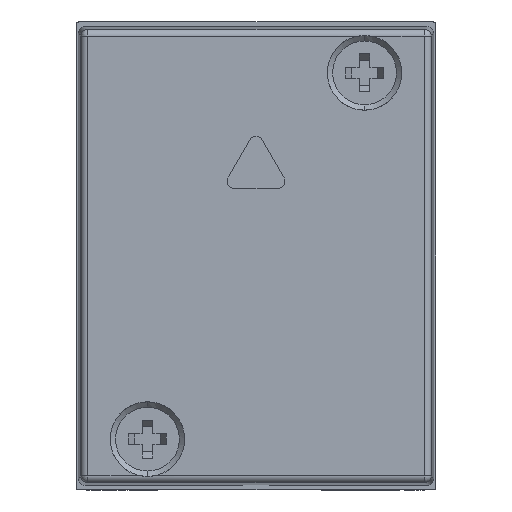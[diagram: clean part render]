
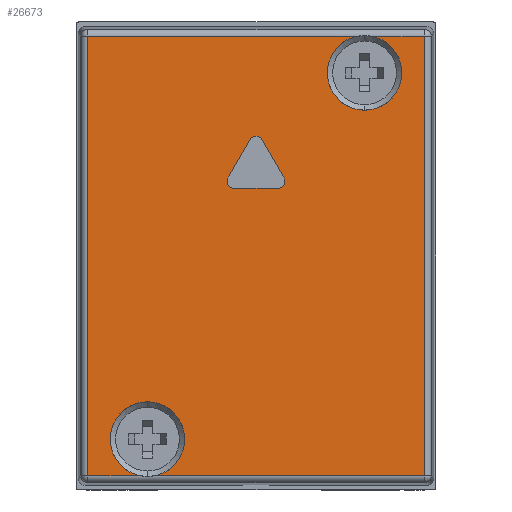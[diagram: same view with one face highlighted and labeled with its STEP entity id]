
A CAD part, front view. The second image highlights one B-rep face of the part: STEP entity #26673.
In plain terms, the highlighted face is planar.
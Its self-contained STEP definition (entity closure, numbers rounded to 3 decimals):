
#2002 = CARTESIAN_POINT ( 'NONE',  ( 12.415, 6.5, 16.215 ) ) ;
#2007 = CARTESIAN_POINT ( 'NONE',  ( 12.415, 6.5, -16.215 ) ) ;
#2046 = CARTESIAN_POINT ( 'NONE',  ( 1.634, 6.5, 5. ) ) ;
#2049 = CARTESIAN_POINT ( 'NONE',  ( -0.433, 6.5, 8.58 ) ) ;
#2085 = CARTESIAN_POINT ( 'NONE',  ( 8.436, 6.5, -16.215 ) ) ;
#2103 = CARTESIAN_POINT ( 'NONE',  ( 2.067, 6.5, 5.75 ) ) ;
#2145 = CARTESIAN_POINT ( 'NONE',  ( -12.415, 6.5, -16.215 ) ) ;
#2166 = CARTESIAN_POINT ( 'NONE',  ( 7.564, 6.5, -16.215 ) ) ;
#2319 = CARTESIAN_POINT ( 'NONE',  ( -8.436, 6.5, 16.215 ) ) ;
#2346 = CARTESIAN_POINT ( 'NONE',  ( 8., 6.5, -10.75 ) ) ;
#2469 = CARTESIAN_POINT ( 'NONE',  ( -8., 6.5, 10.75 ) ) ;
#2517 = CARTESIAN_POINT ( 'NONE',  ( 0., 6.5, 8.83 ) ) ;
#2571 = CARTESIAN_POINT ( 'NONE',  ( 0.433, 6.5, 8.58 ) ) ;
#3679 = CIRCLE ( 'NONE', #17511, 0.5 ) ;
#4397 = EDGE_CURVE ( 'NONE', #12130, #12396, #33837, .T. ) ;
#4398 = EDGE_CURVE ( 'NONE', #12396, #12820, #33841, .T. ) ;
#4402 = EDGE_CURVE ( 'NONE', #12864, #12450, #33840, .T. ) ;
#4404 = EDGE_CURVE ( 'NONE', #12450, #12393, #33844, .T. ) ;
#4408 = EDGE_CURVE ( 'NONE', #12393, #12214, #33843, .T. ) ;
#4410 = EDGE_CURVE ( 'NONE', #12301, #12654, #33846, .T. ) ;
#4413 = EDGE_CURVE ( 'NONE', #12492, #12301, #33848, .T. ) ;
#4415 = EDGE_CURVE ( 'NONE', #12513, #12492, #33850, .T. ) ;
#4416 = CARTESIAN_POINT ( 'NONE',  ( -1.634, 6.5, 5.5 ) ) ;
#4417 = EDGE_CURVE ( 'NONE', #12678, #12432, #33853, .T. ) ;
#4419 = DIRECTION ( 'NONE',  ( 0., 1., 0. ) ) ;
#4422 = EDGE_CURVE ( 'NONE', #12354, #12432, #33852, .T. ) ;
#4421 = DIRECTION ( 'NONE',  ( 0., 0., 1. ) ) ;
#4424 = EDGE_CURVE ( 'NONE', #12349, #12354, #33855, .T. ) ;
#4427 = EDGE_CURVE ( 'NONE', #12171, #12349, #33857, .T. ) ;
#4429 = EDGE_CURVE ( 'NONE', #12171, #12781, #33859, .T. ) ;
#6182 = FACE_OUTER_BOUND ( 'NONE', #21499, .T. ) ;
#6183 = FACE_BOUND ( 'NONE', #21595, .T. ) ;
#10864 = CARTESIAN_POINT ( 'NONE',  ( -0.433, 6.5, 8.58 ) ) ;
#10865 = DIRECTION ( 'NONE',  ( 0.5, 0., 0.866 ) ) ;
#10866 = CARTESIAN_POINT ( 'NONE',  ( 0., 6.5, 8.33 ) ) ;
#10867 = DIRECTION ( 'NONE',  ( 0., 1., 0. ) ) ;
#10868 = DIRECTION ( 'NONE',  ( 0., 0., 1. ) ) ;
#10869 = CARTESIAN_POINT ( 'NONE',  ( 2.067, 6.5, 5.75 ) ) ;
#10870 = DIRECTION ( 'NONE',  ( 0.5, 0., -0.866 ) ) ;
#10871 = CARTESIAN_POINT ( 'NONE',  ( 1.634, 6.5, 5.5 ) ) ;
#10872 = DIRECTION ( 'NONE',  ( 0., 1., 0. ) ) ;
#10873 = DIRECTION ( 'NONE',  ( 0., 0., 1. ) ) ;
#10874 = CARTESIAN_POINT ( 'NONE',  ( -1.634, 6.5, 5. ) ) ;
#10875 = DIRECTION ( 'NONE',  ( -1., 0., 0. ) ) ;
#10876 = CARTESIAN_POINT ( 'NONE',  ( 12.9, 6.5, 16.215 ) ) ;
#10877 = DIRECTION ( 'NONE',  ( 1., 0., 0. ) ) ;
#10878 = CARTESIAN_POINT ( 'NONE',  ( -12.415, 6.5, 16.7 ) ) ;
#10879 = DIRECTION ( 'NONE',  ( 0., 0., 1. ) ) ;
#10880 = CARTESIAN_POINT ( 'NONE',  ( -12.9, 6.5, -16.215 ) ) ;
#10881 = DIRECTION ( 'NONE',  ( -1., 0., 0. ) ) ;
#10882 = CARTESIAN_POINT ( 'NONE',  ( 8., 6.5, -13.5 ) ) ;
#10883 = DIRECTION ( 'NONE',  ( 0., 1., 0. ) ) ;
#10884 = DIRECTION ( 'NONE',  ( 0., 0., 1. ) ) ;
#10885 = CARTESIAN_POINT ( 'NONE',  ( -12.9, 6.5, -16.215 ) ) ;
#10886 = DIRECTION ( 'NONE',  ( -1., 0., 0. ) ) ;
#10887 = CARTESIAN_POINT ( 'NONE',  ( 12.415, 6.5, -16.7 ) ) ;
#10888 = DIRECTION ( 'NONE',  ( 0., 0., -1. ) ) ;
#10889 = CARTESIAN_POINT ( 'NONE',  ( 12.9, 6.5, 16.215 ) ) ;
#10890 = DIRECTION ( 'NONE',  ( 1., 0., 0. ) ) ;
#10891 = CARTESIAN_POINT ( 'NONE',  ( -8., 6.5, 13.5 ) ) ;
#10892 = DIRECTION ( 'NONE',  ( 0., 1., 0. ) ) ;
#10893 = DIRECTION ( 'NONE',  ( 0., 0., 1. ) ) ;
#11918 = CARTESIAN_POINT ( 'NONE',  ( -2.067, 6.5, 5.75 ) ) ;
#11959 = CARTESIAN_POINT ( 'NONE',  ( -7.564, 6.5, 16.215 ) ) ;
#12002 = CARTESIAN_POINT ( 'NONE',  ( -1.634, 6.5, 5. ) ) ;
#12089 = CARTESIAN_POINT ( 'NONE',  ( -12.415, 6.5, 16.215 ) ) ;
#12130 = VERTEX_POINT ( 'NONE', #11918 ) ;
#12171 = VERTEX_POINT ( 'NONE', #11959 ) ;
#12214 = VERTEX_POINT ( 'NONE', #12002 ) ;
#12301 = VERTEX_POINT ( 'NONE', #12089 ) ;
#12349 = VERTEX_POINT ( 'NONE', #2002 ) ;
#12354 = VERTEX_POINT ( 'NONE', #2007 ) ;
#12393 = VERTEX_POINT ( 'NONE', #2046 ) ;
#12396 = VERTEX_POINT ( 'NONE', #2049 ) ;
#12432 = VERTEX_POINT ( 'NONE', #2085 ) ;
#12450 = VERTEX_POINT ( 'NONE', #2103 ) ;
#12492 = VERTEX_POINT ( 'NONE', #2145 ) ;
#12513 = VERTEX_POINT ( 'NONE', #2166 ) ;
#12654 = VERTEX_POINT ( 'NONE', #2319 ) ;
#12678 = VERTEX_POINT ( 'NONE', #2346 ) ;
#12781 = VERTEX_POINT ( 'NONE', #2469 ) ;
#12820 = VERTEX_POINT ( 'NONE', #2517 ) ;
#12864 = VERTEX_POINT ( 'NONE', #2571 ) ;
#13952 = ORIENTED_EDGE ( 'NONE', *, *, #19298, .F. ) ;
#13953 = ORIENTED_EDGE ( 'NONE', *, *, #4397, .F. ) ;
#13955 = ORIENTED_EDGE ( 'NONE', *, *, #4398, .F. ) ;
#13957 = ORIENTED_EDGE ( 'NONE', *, *, #24039, .F. ) ;
#13958 = ORIENTED_EDGE ( 'NONE', *, *, #4402, .F. ) ;
#13959 = ORIENTED_EDGE ( 'NONE', *, *, #4404, .F. ) ;
#13960 = ORIENTED_EDGE ( 'NONE', *, *, #4408, .F. ) ;
#13961 = ORIENTED_EDGE ( 'NONE', *, *, #24003, .F. ) ;
#13962 = ORIENTED_EDGE ( 'NONE', *, *, #4410, .T. ) ;
#13963 = ORIENTED_EDGE ( 'NONE', *, *, #4413, .T. ) ;
#13964 = ORIENTED_EDGE ( 'NONE', *, *, #4415, .T. ) ;
#13965 = ORIENTED_EDGE ( 'NONE', *, *, #23998, .F. ) ;
#13966 = ORIENTED_EDGE ( 'NONE', *, *, #4417, .F. ) ;
#13968 = ORIENTED_EDGE ( 'NONE', *, *, #4422, .T. ) ;
#13971 = ORIENTED_EDGE ( 'NONE', *, *, #4424, .T. ) ;
#13974 = ORIENTED_EDGE ( 'NONE', *, *, #4429, .F. ) ;
#13978 = ORIENTED_EDGE ( 'NONE', *, *, #4427, .T. ) ;
#16904 = PLANE ( 'NONE',  #19052 ) ;
#16905 = CARTESIAN_POINT ( 'NONE',  ( -12.9, 6.5, 16.7 ) ) ;
#16906 = DIRECTION ( 'NONE',  ( 0., -1., 0. ) ) ;
#16907 = DIRECTION ( 'NONE',  ( 0., 0., -1. ) ) ;
#17250 = AXIS2_PLACEMENT_3D ( 'NONE', #10866, #10867, #10868 ) ;
#17252 = AXIS2_PLACEMENT_3D ( 'NONE', #10871, #10872, #10873 ) ;
#17254 = AXIS2_PLACEMENT_3D ( 'NONE', #10882, #10883, #10884 ) ;
#17256 = AXIS2_PLACEMENT_3D ( 'NONE', #10891, #10892, #10893 ) ;
#17511 = AXIS2_PLACEMENT_3D ( 'NONE', #4416, #4419, #4421 ) ;
#18280 = AXIS2_PLACEMENT_3D ( 'NONE', #19810, #19811, #19812 ) ;
#18281 = AXIS2_PLACEMENT_3D ( 'NONE', #19825, #19826, #19827 ) ;
#18296 = AXIS2_PLACEMENT_3D ( 'NONE', #19916, #19917, #19918 ) ;
#19052 = AXIS2_PLACEMENT_3D ( 'NONE', #16905, #16906, #16907 ) ;
#19298 = EDGE_CURVE ( 'NONE', #12214, #12130, #3679, .T. ) ;
#19810 = CARTESIAN_POINT ( 'NONE',  ( 8., 6.5, -13.5 ) ) ;
#19811 = DIRECTION ( 'NONE',  ( 0., 1., 0. ) ) ;
#19812 = DIRECTION ( 'NONE',  ( 0., 0., 1. ) ) ;
#19825 = CARTESIAN_POINT ( 'NONE',  ( -8., 6.5, 13.5 ) ) ;
#19826 = DIRECTION ( 'NONE',  ( 0., 1., 0. ) ) ;
#19827 = DIRECTION ( 'NONE',  ( 0., 0., 1. ) ) ;
#19916 = CARTESIAN_POINT ( 'NONE',  ( 0., 6.5, 8.33 ) ) ;
#19917 = DIRECTION ( 'NONE',  ( 0., 1., 0. ) ) ;
#19918 = DIRECTION ( 'NONE',  ( 0., 0., 1. ) ) ;
#21499 = EDGE_LOOP ( 'NONE', ( #13974, #13978, #13971, #13968, #13966, #13965, #13964, #13963, #13962, #13961 ) ) ;
#21595 = EDGE_LOOP ( 'NONE', ( #13960, #13959, #13958, #13957, #13955, #13953, #13952 ) ) ;
#23998 = EDGE_CURVE ( 'NONE', #12513, #12678, #30795, .T. ) ;
#24003 = EDGE_CURVE ( 'NONE', #12781, #12654, #30800, .T. ) ;
#24039 = EDGE_CURVE ( 'NONE', #12820, #12864, #30855, .T. ) ;
#26673 = ADVANCED_FACE ( 'NONE', ( #6182, #6183 ), #16904, .F. ) ;
#30795 = CIRCLE ( 'NONE', #18280, 2.75 ) ;
#30800 = CIRCLE ( 'NONE', #18281, 2.75 ) ;
#30855 = CIRCLE ( 'NONE', #18296, 0.5 ) ;
#33837 = LINE ( 'NONE', #10864, #33839 ) ;
#33839 = VECTOR ( 'NONE', #10865, 1000. ) ;
#33840 = LINE ( 'NONE', #10869, #33842 ) ;
#33841 = CIRCLE ( 'NONE', #17250, 0.5 ) ;
#33842 = VECTOR ( 'NONE', #10870, 1000. ) ;
#33843 = LINE ( 'NONE', #10874, #33845 ) ;
#33844 = CIRCLE ( 'NONE', #17252, 0.5 ) ;
#33845 = VECTOR ( 'NONE', #10875, 1000. ) ;
#33846 = LINE ( 'NONE', #10876, #33847 ) ;
#33847 = VECTOR ( 'NONE', #10877, 1000. ) ;
#33848 = LINE ( 'NONE', #10878, #33849 ) ;
#33849 = VECTOR ( 'NONE', #10879, 1000. ) ;
#33850 = LINE ( 'NONE', #10880, #33851 ) ;
#33851 = VECTOR ( 'NONE', #10881, 1000. ) ;
#33852 = LINE ( 'NONE', #10885, #33854 ) ;
#33853 = CIRCLE ( 'NONE', #17254, 2.75 ) ;
#33854 = VECTOR ( 'NONE', #10886, 1000. ) ;
#33855 = LINE ( 'NONE', #10887, #33856 ) ;
#33856 = VECTOR ( 'NONE', #10888, 1000. ) ;
#33857 = LINE ( 'NONE', #10889, #33858 ) ;
#33858 = VECTOR ( 'NONE', #10890, 1000. ) ;
#33859 = CIRCLE ( 'NONE', #17256, 2.75 ) ;
